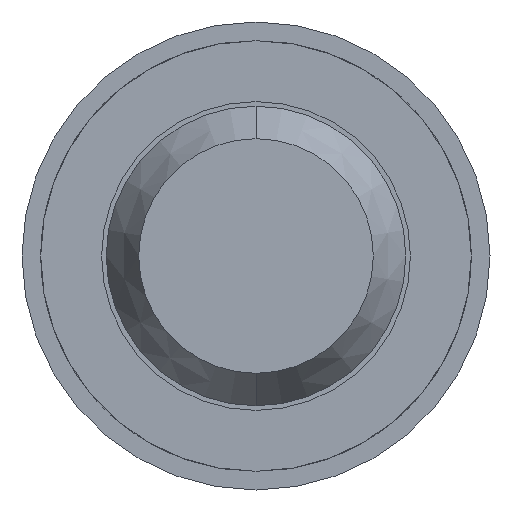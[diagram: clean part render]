
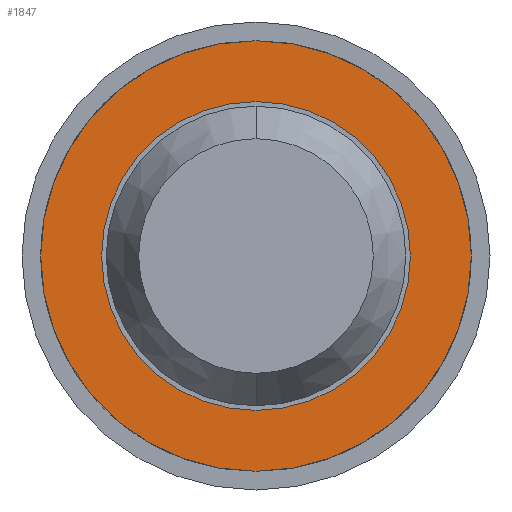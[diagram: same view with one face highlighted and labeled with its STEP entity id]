
A CAD part, front view. The second image highlights one B-rep face of the part: STEP entity #1847.
In plain terms, the highlighted planar face has unit normal (0, -1, 0).
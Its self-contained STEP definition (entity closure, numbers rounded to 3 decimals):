
#106 = CIRCLE ( 'NONE', #2640, 0.825 ) ;
#154 = CARTESIAN_POINT ( 'NONE',  ( 0., -1.7, 0. ) ) ;
#368 = ORIENTED_EDGE ( 'NONE', *, *, #3917, .T. ) ;
#406 = CARTESIAN_POINT ( 'NONE',  ( 0., -1.7, 0.825 ) ) ;
#515 = DIRECTION ( 'NONE',  ( 0., 1., 0. ) ) ;
#562 = CARTESIAN_POINT ( 'NONE',  ( 0., -1.7, -0.825 ) ) ;
#639 = AXIS2_PLACEMENT_3D ( 'NONE', #3847, #2193, #1884 ) ;
#923 = EDGE_CURVE ( 'NONE', #3686, #3692, #1281, .T. ) ;
#1147 = DIRECTION ( 'NONE',  ( 0., 0., 1. ) ) ;
#1211 = EDGE_LOOP ( 'NONE', ( #2645, #2607 ) ) ;
#1281 = CIRCLE ( 'NONE', #4185, 1.15 ) ;
#1452 = CARTESIAN_POINT ( 'NONE',  ( 0., -1.7, 0. ) ) ;
#1561 = DIRECTION ( 'NONE',  ( 0., 1., 0. ) ) ;
#1701 = CARTESIAN_POINT ( 'NONE',  ( 0.825, -1.7, 0. ) ) ;
#1805 = EDGE_LOOP ( 'NONE', ( #2033, #368 ) ) ;
#1846 = VERTEX_POINT ( 'NONE', #406 ) ;
#1847 = ADVANCED_FACE ( 'NONE', ( #3637, #1973 ), #3938, .F. ) ;
#1884 = DIRECTION ( 'NONE',  ( 0., 0., 1. ) ) ;
#1973 = FACE_BOUND ( 'NONE', #1805, .T. ) ;
#2015 = CARTESIAN_POINT ( 'NONE',  ( 0., -1.7, -1.15 ) ) ;
#2033 = ORIENTED_EDGE ( 'NONE', *, *, #3875, .T. ) ;
#2041 = VERTEX_POINT ( 'NONE', #562 ) ;
#2149 = DIRECTION ( 'NONE',  ( 0., 1., 0. ) ) ;
#2193 = DIRECTION ( 'NONE',  ( 0., 1., 0. ) ) ;
#2366 = CARTESIAN_POINT ( 'NONE',  ( 0., -1.7, 1.15 ) ) ;
#2420 = DIRECTION ( 'NONE',  ( 0., 0., 1. ) ) ;
#2488 = EDGE_CURVE ( 'NONE', #3692, #3686, #2731, .T. ) ;
#2493 = AXIS2_PLACEMENT_3D ( 'NONE', #1701, #3371, #3345 ) ;
#2607 = ORIENTED_EDGE ( 'NONE', *, *, #923, .F. ) ;
#2640 = AXIS2_PLACEMENT_3D ( 'NONE', #3196, #1561, #3838 ) ;
#2645 = ORIENTED_EDGE ( 'NONE', *, *, #2488, .F. ) ;
#2731 = CIRCLE ( 'NONE', #2870, 1.15 ) ;
#2870 = AXIS2_PLACEMENT_3D ( 'NONE', #1452, #515, #1147 ) ;
#3196 = CARTESIAN_POINT ( 'NONE',  ( 0., -1.7, 0. ) ) ;
#3345 = DIRECTION ( 'NONE',  ( 0., 0., 1. ) ) ;
#3371 = DIRECTION ( 'NONE',  ( 0., 1., 0. ) ) ;
#3637 = FACE_OUTER_BOUND ( 'NONE', #1211, .T. ) ;
#3686 = VERTEX_POINT ( 'NONE', #2015 ) ;
#3692 = VERTEX_POINT ( 'NONE', #2366 ) ;
#3838 = DIRECTION ( 'NONE',  ( 0., 0., 1. ) ) ;
#3847 = CARTESIAN_POINT ( 'NONE',  ( 0., -1.7, 0. ) ) ;
#3875 = EDGE_CURVE ( 'NONE', #1846, #2041, #3994, .T. ) ;
#3917 = EDGE_CURVE ( 'NONE', #2041, #1846, #106, .T. ) ;
#3938 = PLANE ( 'NONE',  #2493 ) ;
#3994 = CIRCLE ( 'NONE', #639, 0.825 ) ;
#4185 = AXIS2_PLACEMENT_3D ( 'NONE', #154, #2149, #2420 ) ;
